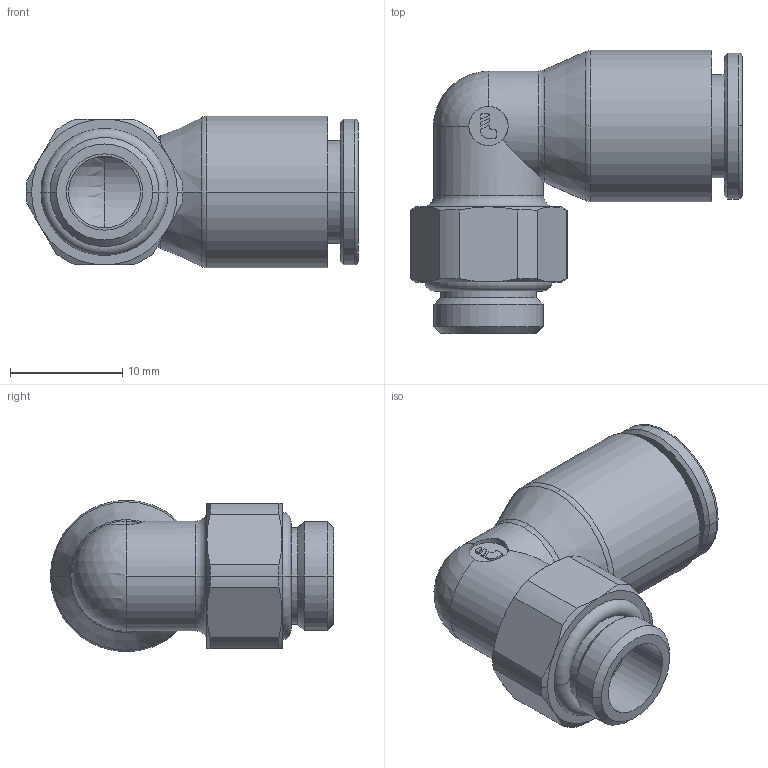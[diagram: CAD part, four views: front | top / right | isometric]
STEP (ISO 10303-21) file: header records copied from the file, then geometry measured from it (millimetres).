
FILE_DESCRIPTION(('STEP AP214'),'1');
FILE_NAME('3199_08_10.stp','2016-07-07T14:54:04',('TraceParts'),('TraceParts S.A.'),'Spatial InterOp 3D',' ',' ');
FILE_SCHEMA(('automotive_design'));
Length unit declared in the file: millimetre
Products named in the file (1): 1
Bounding box: 29.6 x 25.24 x 13.5 mm (x, y, z)
Volume: 2696.5 mm3; surface area: 2842.5 mm2
Topology: 1 solids, 1 shells, 104 faces, 258 edges, 160 vertices
Faces by surface type: cylinder 36, plane 31, cone 24, torus 10, sphere 3
Entity records: 3367 total; most frequent: CARTESIAN_POINT 876, DIRECTION 560, ORIENTED_EDGE 506, EDGE_CURVE 253, AXIS2_PLACEMENT_3D 234, VERTEX_POINT 160, CIRCLE 127, EDGE_LOOP 115
